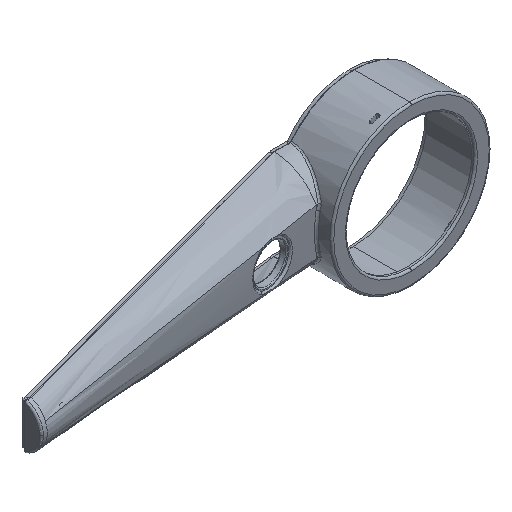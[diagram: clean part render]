
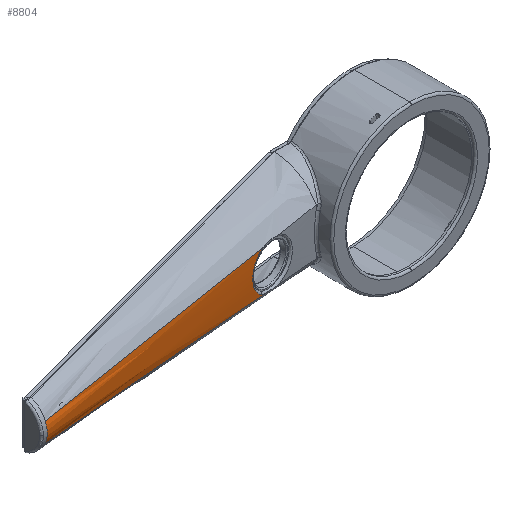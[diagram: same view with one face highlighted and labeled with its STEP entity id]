
A CAD part, isometric view. The second image highlights one B-rep face of the part: STEP entity #8804.
In plain terms, the highlighted free-form (B-spline) face has degree [3, 1] with [10, 2] control points.
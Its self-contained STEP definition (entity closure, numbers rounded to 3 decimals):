
#9 = EDGE_CURVE ( 'NONE', #4757, #4419, #3635, .T. ) ;
#69 = CARTESIAN_POINT ( 'NONE',  ( -77.007, 3.484, -5.756 ) ) ;
#265 = CARTESIAN_POINT ( 'NONE',  ( -41., 8.068, -8. ) ) ;
#376 = CARTESIAN_POINT ( 'NONE',  ( -75.958, 3.663, 7.403 ) ) ;
#453 = CARTESIAN_POINT ( 'NONE',  ( -200., -11.788, -4.24 ) ) ;
#584 = CARTESIAN_POINT ( 'NONE',  ( -72.104, 4.245, -10.531 ) ) ;
#607 = B_SPLINE_CURVE_WITH_KNOTS ( 'NONE', 3,
 ( #6361, #584, #5690, #9247, #2045, #2766 ),
 .UNSPECIFIED., .F., .F.,
 ( 4, 2, 4 ),
 ( 0.072, 0.073, 0.074 ),
 .UNSPECIFIED. ) ;
#686 = CARTESIAN_POINT ( 'NONE',  ( -200., -12.5, -0.87 ) ) ;
#919 = CARTESIAN_POINT ( 'NONE',  ( -78.507, 3.214, -0.314 ) ) ;
#1007 = LINE ( 'NONE', #4615, #5470 ) ;
#1011 = CARTESIAN_POINT ( 'NONE',  ( -77.659, 3.369, -4.355 ) ) ;
#1216 = CARTESIAN_POINT ( 'NONE',  ( -200., -12.5, 0.87 ) ) ;
#1306 = CARTESIAN_POINT ( 'NONE',  ( -41., 8.068, -2. ) ) ;
#1543 = CARTESIAN_POINT ( 'NONE',  ( -78.127, 3.284, -2.878 ) ) ;
#1793 = CARTESIAN_POINT ( 'NONE',  ( -73.775, 4.007, 9.594 ) ) ;
#1843 = CARTESIAN_POINT ( 'NONE',  ( -77.715, 3.36, 4.256 ) ) ;
#1917 = CARTESIAN_POINT ( 'NONE',  ( -200., -11.455, 5.004 ) ) ;
#1969 = CARTESIAN_POINT ( 'NONE',  ( -200., -12.052, 3.426 ) ) ;
#2045 = CARTESIAN_POINT ( 'NONE',  ( -72.983, 4.12, -10.03 ) ) ;
#2059 = CARTESIAN_POINT ( 'NONE',  ( -76.824, 3.517, 6.129 ) ) ;
#2100 = CARTESIAN_POINT ( 'NONE',  ( -41., 8.068, 4. ) ) ;
#2149 = VERTEX_POINT ( 'NONE', #8294 ) ;
#2194 = ORIENTED_EDGE ( 'NONE', *, *, #8960, .T. ) ;
#2334 = CARTESIAN_POINT ( 'NONE',  ( -74.038, 3.964, -9.291 ) ) ;
#2565 = VECTOR ( 'NONE', #7803, 1000. ) ;
#2766 = CARTESIAN_POINT ( 'NONE',  ( -73.193, 4.089, -9.891 ) ) ;
#2867 = CARTESIAN_POINT ( 'NONE',  ( -41., 8.068, 8. ) ) ;
#3005 = CARTESIAN_POINT ( 'NONE',  ( -73.193, 4.089, -9.891 ) ) ;
#3098 = CARTESIAN_POINT ( 'NONE',  ( -78.436, 3.227, -1.343 ) ) ;
#3106 = CARTESIAN_POINT ( 'NONE',  ( -200., -11.455, -5.004 ) ) ;
#3246 = CARTESIAN_POINT ( 'NONE',  ( -200., -11.455, -5.004 ) ) ;
#3283 = DIRECTION ( 'NONE',  ( -0.992, -0.122, -0.044 ) ) ;
#3538 = B_SPLINE_SURFACE_WITH_KNOTS ( 'NONE', 3, 1, ( 
 ( #8359, #3246 ),
 ( #6129, #453 ),
 ( #265, #4766 ),
 ( #5424, #6278 ),
 ( #1306, #686 ),
 ( #5749, #1216 ),
 ( #2100, #6372 ),
 ( #2867, #1969 ),
 ( #4814, #7746 ),
 ( #3583, #1917 ) ),
 .UNSPECIFIED., .F., .F., .F.,
 ( 4, 2, 2, 2, 4 ),
 ( 2, 2 ),
 ( 0., 0.25, 0.5, 0.75, 1. ),
 ( 0., 1. ),
 .UNSPECIFIED. ) ;
#3583 = CARTESIAN_POINT ( 'NONE',  ( -41., 8.068, 12. ) ) ;
#3635 = B_SPLINE_CURVE_WITH_KNOTS ( 'NONE', 3,
 ( #3005, #6694, #2334, #8209, #5281, #5937, #5234, #8916, #69, #8112, #1011, #4524, #1543, #3098, #919, #3822, #5982, #6102, #4781, #1843, #5706, #5396, #2059, #7128, #376, #8282, #7170, #1793, #4027, #4737 ),
 .UNSPECIFIED., .F., .F.,
 ( 4, 2, 2, 2, 2, 2, 2, 2, 2, 2, 2, 2, 2, 2, 4 ),
 ( 0.074, 0.075, 0.077, 0.078, 0.08, 0.082, 0.083, 0.086, 0.088, 0.089, 0.091, 0.093, 0.094, 0.096, 0.099 ),
 .UNSPECIFIED. ) ;
#3822 = CARTESIAN_POINT ( 'NONE',  ( -78.418, 3.231, 1.238 ) ) ;
#3842 = EDGE_CURVE ( 'NONE', #2149, #4757, #607, .T. ) ;
#4027 = CARTESIAN_POINT ( 'NONE',  ( -72.93, 4.132, 10.172 ) ) ;
#4039 = CARTESIAN_POINT ( 'NONE',  ( -200., 0., 0. ) ) ;
#4419 = VERTEX_POINT ( 'NONE', #5157 ) ;
#4524 = CARTESIAN_POINT ( 'NONE',  ( -77.991, 3.309, -3.38 ) ) ;
#4528 = ORIENTED_EDGE ( 'NONE', *, *, #3842, .T. ) ;
#4615 = CARTESIAN_POINT ( 'NONE',  ( -120.5, -1.693, 8.502 ) ) ;
#4737 = CARTESIAN_POINT ( 'NONE',  ( -72.006, 4.261, 10.636 ) ) ;
#4757 = VERTEX_POINT ( 'NONE', #5660 ) ;
#4766 = CARTESIAN_POINT ( 'NONE',  ( -200., -12.052, -3.426 ) ) ;
#4781 = CARTESIAN_POINT ( 'NONE',  ( -78.034, 3.302, 3.277 ) ) ;
#4814 = CARTESIAN_POINT ( 'NONE',  ( -41., 8.068, 10. ) ) ;
#5157 = CARTESIAN_POINT ( 'NONE',  ( -72.006, 4.261, 10.636 ) ) ;
#5234 = CARTESIAN_POINT ( 'NONE',  ( -76.171, 3.626, -7.069 ) ) ;
#5281 = CARTESIAN_POINT ( 'NONE',  ( -75.181, 3.787, -8.247 ) ) ;
#5396 = CARTESIAN_POINT ( 'NONE',  ( -77.077, 3.473, 5.676 ) ) ;
#5424 = CARTESIAN_POINT ( 'NONE',  ( -41., 8.068, -4. ) ) ;
#5449 = EDGE_CURVE ( 'NONE', #2149, #7800, #5671, .T. ) ;
#5470 = VECTOR ( 'NONE', #3283, 1000. ) ;
#5477 = FACE_OUTER_BOUND ( 'NONE', #7355, .T. ) ;
#5502 = DIRECTION ( 'NONE',  ( 0., -1., 0. ) ) ;
#5660 = CARTESIAN_POINT ( 'NONE',  ( -73.193, 4.089, -9.891 ) ) ;
#5671 = LINE ( 'NONE', #6568, #2565 ) ;
#5690 = CARTESIAN_POINT ( 'NONE',  ( -72.329, 4.214, -10.412 ) ) ;
#5706 = CARTESIAN_POINT ( 'NONE',  ( -77.524, 3.394, 4.736 ) ) ;
#5749 = CARTESIAN_POINT ( 'NONE',  ( -41., 8.068, 2. ) ) ;
#5937 = CARTESIAN_POINT ( 'NONE',  ( -75.858, 3.678, -7.477 ) ) ;
#5982 = CARTESIAN_POINT ( 'NONE',  ( -78.354, 3.243, 1.76 ) ) ;
#6042 = AXIS2_PLACEMENT_3D ( 'NONE', #4039, #6775, #5502 ) ;
#6102 = CARTESIAN_POINT ( 'NONE',  ( -78.162, 3.279, 2.778 ) ) ;
#6129 = CARTESIAN_POINT ( 'NONE',  ( -41., 8.068, -10. ) ) ;
#6278 = CARTESIAN_POINT ( 'NONE',  ( -200., -12.408, -1.741 ) ) ;
#6280 = EDGE_CURVE ( 'NONE', #7800, #7724, #6352, .T. ) ;
#6352 = CIRCLE ( 'NONE', #6042, 12.5 ) ;
#6361 = CARTESIAN_POINT ( 'NONE',  ( -71.877, 4.277, -10.641 ) ) ;
#6372 = CARTESIAN_POINT ( 'NONE',  ( -200., -12.408, 1.741 ) ) ;
#6544 = ORIENTED_EDGE ( 'NONE', *, *, #9, .T. ) ;
#6568 = CARTESIAN_POINT ( 'NONE',  ( -120.5, -1.693, -8.502 ) ) ;
#6694 = CARTESIAN_POINT ( 'NONE',  ( -73.624, 4.026, -9.606 ) ) ;
#6775 = DIRECTION ( 'NONE',  ( -1., 0., 0. ) ) ;
#7128 = CARTESIAN_POINT ( 'NONE',  ( -76.265, 3.612, 6.992 ) ) ;
#7170 = CARTESIAN_POINT ( 'NONE',  ( -74.926, 3.829, 8.56 ) ) ;
#7355 = EDGE_LOOP ( 'NONE', ( #8475, #4528, #6544, #2194, #7565 ) ) ;
#7565 = ORIENTED_EDGE ( 'NONE', *, *, #6280, .F. ) ;
#7724 = VERTEX_POINT ( 'NONE', #8076 ) ;
#7746 = CARTESIAN_POINT ( 'NONE',  ( -200., -11.788, 4.24 ) ) ;
#7800 = VERTEX_POINT ( 'NONE', #3106 ) ;
#7803 = DIRECTION ( 'NONE',  ( -0.992, -0.122, 0.044 ) ) ;
#8076 = CARTESIAN_POINT ( 'NONE',  ( -200., -11.455, 5.004 ) ) ;
#8112 = CARTESIAN_POINT ( 'NONE',  ( -77.462, 3.404, -4.83 ) ) ;
#8209 = CARTESIAN_POINT ( 'NONE',  ( -74.818, 3.844, -8.61 ) ) ;
#8282 = CARTESIAN_POINT ( 'NONE',  ( -75.29, 3.771, 8.186 ) ) ;
#8294 = CARTESIAN_POINT ( 'NONE',  ( -71.877, 4.277, -10.641 ) ) ;
#8359 = CARTESIAN_POINT ( 'NONE',  ( -41., 8.068, -12. ) ) ;
#8475 = ORIENTED_EDGE ( 'NONE', *, *, #5449, .F. ) ;
#8804 = ADVANCED_FACE ( 'NONE', ( #5477 ), #3538, .T. ) ;
#8916 = CARTESIAN_POINT ( 'NONE',  ( -76.745, 3.529, -6.21 ) ) ;
#8960 = EDGE_CURVE ( 'NONE', #4419, #7724, #1007, .T. ) ;
#9247 = CARTESIAN_POINT ( 'NONE',  ( -72.768, 4.151, -10.162 ) ) ;
